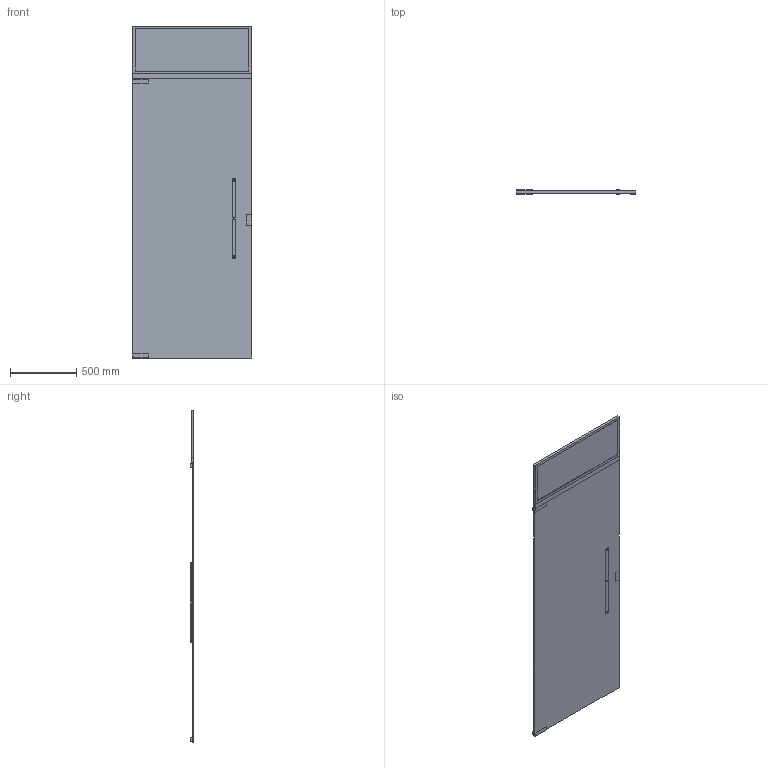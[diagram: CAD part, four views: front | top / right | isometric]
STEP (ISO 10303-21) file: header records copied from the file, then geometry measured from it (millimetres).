
FILE_DESCRIPTION(('FreeCAD Model'),'2;1');
FILE_NAME('Simple glass door with handles and transom.step','2016-10-04T10:34:27',('Author'),(''), 'Open CASCADE STEP processor 6.8','FreeCAD','Unknown');
FILE_SCHEMA(('AUTOMOTIVE_DESIGN_CC2 { 1 2 10303 214 -1 1 5 4 }'));
Length unit declared in the file: millimetre
Products named in the file (3): ASSEMBLY; Simple_glass_door_with_handles_and_transom; Opening_indication
Assembly tree (2 placements, depth 2):
  ASSEMBLY
    Simple_glass_door_with_handles_and_transom
    Opening_indication
Bounding box: 898 x 30 x 2498.9 mm (x, y, z)
Volume: 23869230.6 mm3; surface area: 4837021.1 mm2
Topology: 12 solids, 12 shells, 67 faces, 133 edges, 94 vertices
Faces by surface type: plane 64, cylinder 3
Full cylindrical faces by diameter (mm): 10 x3
Entity records: 3904 total; most frequent: CARTESIAN_POINT 591, DIRECTION 531, LINE 379, VECTOR 379, ORIENTED_EDGE 258, PCURVE 258, DEFINITIONAL_REPRESENTATION 258, EDGE_CURVE 129
